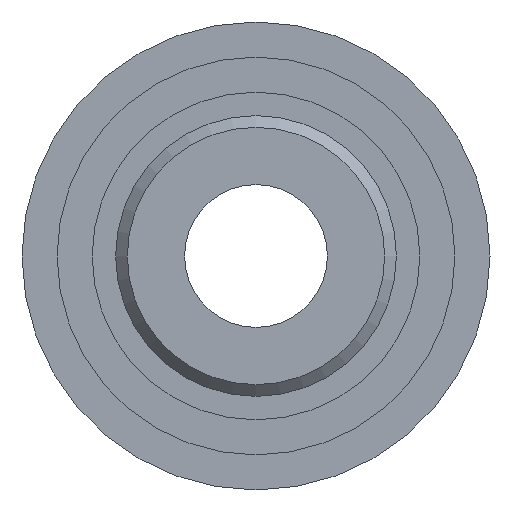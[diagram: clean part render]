
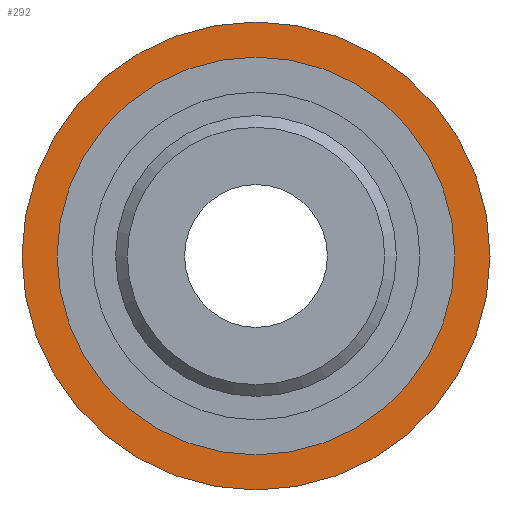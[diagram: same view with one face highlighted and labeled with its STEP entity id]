
A CAD part, front view. The second image highlights one B-rep face of the part: STEP entity #292.
In plain terms, the highlighted planar face has unit normal (0, -1, 0).
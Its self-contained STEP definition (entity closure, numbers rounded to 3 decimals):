
#41=PLANE('',#354);
#86=ORIENTED_EDGE('',*,*,#116,.T.);
#87=ORIENTED_EDGE('',*,*,#115,.F.);
#115=EDGE_CURVE('',#140,#140,#165,.T.);
#116=EDGE_CURVE('',#141,#141,#166,.T.);
#140=VERTEX_POINT('',#530);
#141=VERTEX_POINT('',#533);
#165=CIRCLE('',#353,17.);
#166=CIRCLE('',#355,20.);
#211=EDGE_LOOP('',(#86));
#212=EDGE_LOOP('',(#87));
#261=FACE_BOUND('',#211,.T.);
#262=FACE_BOUND('',#212,.T.);
#292=ADVANCED_FACE('',(#261,#262),#41,.T.);
#353=AXIS2_PLACEMENT_3D('',#529,#450,#451);
#354=AXIS2_PLACEMENT_3D('',#531,#452,#453);
#355=AXIS2_PLACEMENT_3D('',#532,#454,#455);
#450=DIRECTION('',(0.,-1.,0.));
#451=DIRECTION('',(0.,0.,-1.));
#452=DIRECTION('',(0.,-1.,0.));
#453=DIRECTION('',(0.,0.,-1.));
#454=DIRECTION('',(0.,-1.,0.));
#455=DIRECTION('',(0.,0.,-1.));
#529=CARTESIAN_POINT('',(0.,-108.,0.));
#530=CARTESIAN_POINT('',(0.,-108.,-17.));
#531=CARTESIAN_POINT('',(0.,-108.,20.));
#532=CARTESIAN_POINT('',(0.,-108.,0.));
#533=CARTESIAN_POINT('',(0.,-108.,-20.));
